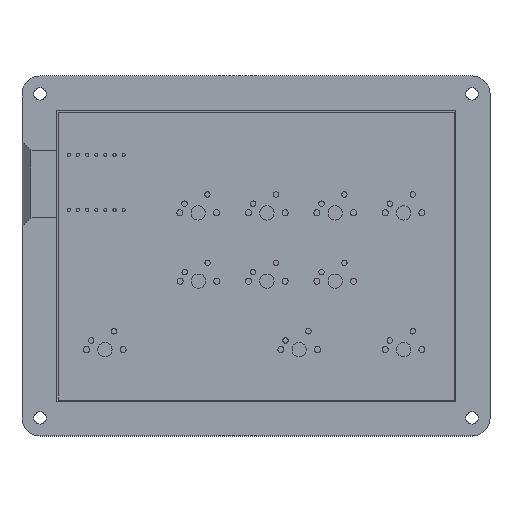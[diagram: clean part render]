
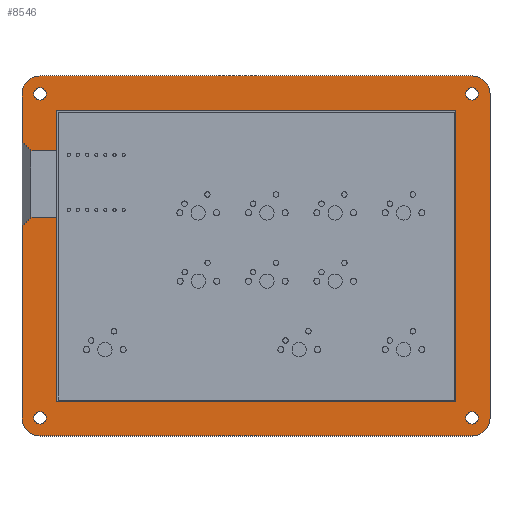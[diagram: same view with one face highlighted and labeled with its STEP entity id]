
A CAD part, top view. The second image highlights one B-rep face of the part: STEP entity #8546.
In plain terms, the highlighted planar face has unit normal (0, 0, 1).
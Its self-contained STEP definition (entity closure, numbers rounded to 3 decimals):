
#903=FACE_BOUND('',#1771,.T.);
#904=FACE_BOUND('',#1772,.T.);
#905=FACE_BOUND('',#1773,.T.);
#906=FACE_BOUND('',#1774,.T.);
#1073=CIRCLE('',#9160,5.);
#1075=CIRCLE('',#9163,5.);
#1076=CIRCLE('',#9164,5.);
#1077=CIRCLE('',#9165,5.);
#1078=CIRCLE('',#9166,1.7);
#1079=CIRCLE('',#9167,1.7);
#1080=CIRCLE('',#9168,1.7);
#1081=CIRCLE('',#9169,1.7);
#1174=FACE_OUTER_BOUND('',#1770,.T.);
#1770=EDGE_LOOP('',(#6161,#6162,#6163,#6164,#6165,#6166,#6167,#6168,#6169,
#6170,#6171,#6172,#6173,#6174,#6175,#6176,#6177,#6178));
#1771=EDGE_LOOP('',(#6179));
#1772=EDGE_LOOP('',(#6180));
#1773=EDGE_LOOP('',(#6181));
#1774=EDGE_LOOP('',(#6182));
#2280=LINE('',#11261,#2968);
#2284=LINE('',#11270,#2972);
#2291=LINE('',#11282,#2979);
#2294=LINE('',#11289,#2982);
#2298=LINE('',#11302,#2986);
#2299=LINE('',#11304,#2987);
#2300=LINE('',#11306,#2988);
#2301=LINE('',#11308,#2989);
#2302=LINE('',#11309,#2990);
#2303=LINE('',#11311,#2991);
#2304=LINE('',#11315,#2992);
#2305=LINE('',#11318,#2993);
#2306=LINE('',#11320,#2994);
#2307=LINE('',#11323,#2995);
#2968=VECTOR('',#9835,10.);
#2972=VECTOR('',#9841,10.);
#2979=VECTOR('',#9852,10.);
#2982=VECTOR('',#9859,10.);
#2986=VECTOR('',#9871,10.);
#2987=VECTOR('',#9872,10.);
#2988=VECTOR('',#9873,10.);
#2989=VECTOR('',#9874,10.);
#2990=VECTOR('',#9875,10.);
#2991=VECTOR('',#9876,10.);
#2992=VECTOR('',#9879,10.);
#2993=VECTOR('',#9882,10.);
#2994=VECTOR('',#9883,10.);
#2995=VECTOR('',#9886,10.);
#3716=VERTEX_POINT('',#11258);
#3717=VERTEX_POINT('',#11260);
#3720=VERTEX_POINT('',#11267);
#3721=VERTEX_POINT('',#11269);
#3724=VERTEX_POINT('',#11280);
#3726=VERTEX_POINT('',#11288);
#3727=VERTEX_POINT('',#11292);
#3728=VERTEX_POINT('',#11293);
#3731=VERTEX_POINT('',#11301);
#3732=VERTEX_POINT('',#11303);
#3733=VERTEX_POINT('',#11305);
#3734=VERTEX_POINT('',#11307);
#3735=VERTEX_POINT('',#11310);
#3736=VERTEX_POINT('',#11312);
#3737=VERTEX_POINT('',#11314);
#3738=VERTEX_POINT('',#11316);
#3739=VERTEX_POINT('',#11319);
#3740=VERTEX_POINT('',#11321);
#3741=VERTEX_POINT('',#11324);
#3742=VERTEX_POINT('',#11326);
#3743=VERTEX_POINT('',#11328);
#3744=VERTEX_POINT('',#11330);
#4642=EDGE_CURVE('',#3716,#3717,#2280,.T.);
#4646=EDGE_CURVE('',#3720,#3721,#2284,.T.);
#4653=EDGE_CURVE('',#3716,#3724,#2291,.T.);
#4656=EDGE_CURVE('',#3726,#3721,#2294,.T.);
#4658=EDGE_CURVE('',#3727,#3728,#1073,.T.);
#4662=EDGE_CURVE('',#3724,#3731,#2298,.T.);
#4663=EDGE_CURVE('',#3731,#3732,#2299,.T.);
#4664=EDGE_CURVE('',#3732,#3733,#2300,.T.);
#4665=EDGE_CURVE('',#3733,#3734,#2301,.T.);
#4666=EDGE_CURVE('',#3734,#3726,#2302,.T.);
#4667=EDGE_CURVE('',#3720,#3735,#2303,.T.);
#4668=EDGE_CURVE('',#3736,#3735,#1075,.T.);
#4669=EDGE_CURVE('',#3736,#3737,#2304,.T.);
#4670=EDGE_CURVE('',#3738,#3737,#1076,.T.);
#4671=EDGE_CURVE('',#3738,#3728,#2305,.T.);
#4672=EDGE_CURVE('',#3727,#3739,#2306,.T.);
#4673=EDGE_CURVE('',#3740,#3739,#1077,.T.);
#4674=EDGE_CURVE('',#3740,#3717,#2307,.T.);
#4675=EDGE_CURVE('',#3741,#3741,#1078,.T.);
#4676=EDGE_CURVE('',#3742,#3742,#1079,.T.);
#4677=EDGE_CURVE('',#3743,#3743,#1080,.T.);
#4678=EDGE_CURVE('',#3744,#3744,#1081,.T.);
#6161=ORIENTED_EDGE('',*,*,#4642,.F.);
#6162=ORIENTED_EDGE('',*,*,#4653,.T.);
#6163=ORIENTED_EDGE('',*,*,#4662,.T.);
#6164=ORIENTED_EDGE('',*,*,#4663,.T.);
#6165=ORIENTED_EDGE('',*,*,#4664,.T.);
#6166=ORIENTED_EDGE('',*,*,#4665,.T.);
#6167=ORIENTED_EDGE('',*,*,#4666,.T.);
#6168=ORIENTED_EDGE('',*,*,#4656,.T.);
#6169=ORIENTED_EDGE('',*,*,#4646,.F.);
#6170=ORIENTED_EDGE('',*,*,#4667,.T.);
#6171=ORIENTED_EDGE('',*,*,#4668,.F.);
#6172=ORIENTED_EDGE('',*,*,#4669,.T.);
#6173=ORIENTED_EDGE('',*,*,#4670,.F.);
#6174=ORIENTED_EDGE('',*,*,#4671,.T.);
#6175=ORIENTED_EDGE('',*,*,#4658,.F.);
#6176=ORIENTED_EDGE('',*,*,#4672,.T.);
#6177=ORIENTED_EDGE('',*,*,#4673,.F.);
#6178=ORIENTED_EDGE('',*,*,#4674,.T.);
#6179=ORIENTED_EDGE('',*,*,#4675,.T.);
#6180=ORIENTED_EDGE('',*,*,#4676,.T.);
#6181=ORIENTED_EDGE('',*,*,#4677,.T.);
#6182=ORIENTED_EDGE('',*,*,#4678,.T.);
#8313=PLANE('',#9162);
#8546=ADVANCED_FACE('',(#1174,#903,#904,#905,#906),#8313,.T.);
#9160=AXIS2_PLACEMENT_3D('',#11294,#9863,#9864);
#9162=AXIS2_PLACEMENT_3D('',#11300,#9869,#9870);
#9163=AXIS2_PLACEMENT_3D('',#11313,#9877,#9878);
#9164=AXIS2_PLACEMENT_3D('',#11317,#9880,#9881);
#9165=AXIS2_PLACEMENT_3D('',#11322,#9884,#9885);
#9166=AXIS2_PLACEMENT_3D('',#11325,#9887,#9888);
#9167=AXIS2_PLACEMENT_3D('',#11327,#9889,#9890);
#9168=AXIS2_PLACEMENT_3D('',#11329,#9891,#9892);
#9169=AXIS2_PLACEMENT_3D('',#11331,#9893,#9894);
#9835=DIRECTION('',(-0.707,0.707,0.));
#9841=DIRECTION('',(0.707,0.707,0.));
#9852=DIRECTION('',(1.,0.,0.));
#9859=DIRECTION('',(-1.,0.,0.));
#9863=DIRECTION('center_axis',(0.,0.,-1.));
#9864=DIRECTION('ref_axis',(0.707,0.707,0.));
#9869=DIRECTION('center_axis',(0.,0.,1.));
#9870=DIRECTION('ref_axis',(-1.,0.,0.));
#9871=DIRECTION('',(0.,1.,0.));
#9872=DIRECTION('',(1.,0.,0.));
#9873=DIRECTION('',(0.,-1.,0.));
#9874=DIRECTION('',(-1.,0.,0.));
#9875=DIRECTION('',(0.,1.,0.));
#9876=DIRECTION('',(0.,-1.,0.));
#9877=DIRECTION('center_axis',(0.,0.,-1.));
#9878=DIRECTION('ref_axis',(-0.707,-0.707,0.));
#9879=DIRECTION('',(1.,0.,0.));
#9880=DIRECTION('center_axis',(0.,0.,-1.));
#9881=DIRECTION('ref_axis',(0.707,-0.707,0.));
#9882=DIRECTION('',(0.,1.,0.));
#9883=DIRECTION('',(-1.,0.,0.));
#9884=DIRECTION('center_axis',(0.,0.,-1.));
#9885=DIRECTION('ref_axis',(-0.707,0.707,0.));
#9886=DIRECTION('',(0.,-1.,0.));
#9887=DIRECTION('center_axis',(0.,0.,-1.));
#9888=DIRECTION('ref_axis',(-1.,0.,0.));
#9889=DIRECTION('center_axis',(0.,0.,-1.));
#9890=DIRECTION('ref_axis',(-1.,0.,0.));
#9891=DIRECTION('center_axis',(0.,0.,-1.));
#9892=DIRECTION('ref_axis',(-1.,0.,0.));
#9893=DIRECTION('center_axis',(0.,0.,-1.));
#9894=DIRECTION('ref_axis',(-1.,0.,0.));
#11258=CARTESIAN_POINT('',(-7.,60.709,16.));
#11260=CARTESIAN_POINT('',(-9.5,63.209,16.));
#11261=CARTESIAN_POINT('',(41.552,12.157,16.));
#11267=CARTESIAN_POINT('',(-9.5,39.709,16.));
#11269=CARTESIAN_POINT('',(-7.,42.209,16.));
#11270=CARTESIAN_POINT('',(9.073,58.282,16.));
#11280=CARTESIAN_POINT('',(0.,60.709,16.));
#11282=CARTESIAN_POINT('',(53.,60.709,16.));
#11288=CARTESIAN_POINT('',(0.,42.209,16.));
#11289=CARTESIAN_POINT('',(57.75,42.209,16.));
#11292=CARTESIAN_POINT('',(115.5,81.5,16.));
#11293=CARTESIAN_POINT('',(120.5,76.5,16.));
#11294=CARTESIAN_POINT('Origin',(115.5,76.5,16.));
#11300=CARTESIAN_POINT('Origin',(115.5,-13.5,16.));
#11301=CARTESIAN_POINT('',(0.,72.,16.));
#11302=CARTESIAN_POINT('',(0.,-9.,16.));
#11303=CARTESIAN_POINT('',(111.,72.,16.));
#11304=CARTESIAN_POINT('',(0.,72.,16.));
#11305=CARTESIAN_POINT('',(111.,-9.,16.));
#11306=CARTESIAN_POINT('',(111.,72.,16.));
#11307=CARTESIAN_POINT('',(0.,-9.,16.));
#11308=CARTESIAN_POINT('',(111.,-9.,16.));
#11309=CARTESIAN_POINT('',(0.,-9.,16.));
#11310=CARTESIAN_POINT('',(-9.5,-13.5,16.));
#11311=CARTESIAN_POINT('',(-9.5,-18.5,16.));
#11312=CARTESIAN_POINT('',(-4.5,-18.5,16.));
#11313=CARTESIAN_POINT('Origin',(-4.5,-13.5,16.));
#11314=CARTESIAN_POINT('',(115.5,-18.5,16.));
#11315=CARTESIAN_POINT('',(120.5,-18.5,16.));
#11316=CARTESIAN_POINT('',(120.5,-13.5,16.));
#11317=CARTESIAN_POINT('Origin',(115.5,-13.5,16.));
#11318=CARTESIAN_POINT('',(120.5,81.5,16.));
#11319=CARTESIAN_POINT('',(-4.5,81.5,16.));
#11320=CARTESIAN_POINT('',(-9.5,81.5,16.));
#11321=CARTESIAN_POINT('',(-9.5,76.5,16.));
#11322=CARTESIAN_POINT('Origin',(-4.5,76.5,16.));
#11323=CARTESIAN_POINT('',(-9.5,-18.5,16.));
#11324=CARTESIAN_POINT('',(117.2,-13.5,16.));
#11325=CARTESIAN_POINT('Origin',(115.5,-13.5,16.));
#11326=CARTESIAN_POINT('',(-2.8,76.5,16.));
#11327=CARTESIAN_POINT('Origin',(-4.5,76.5,16.));
#11328=CARTESIAN_POINT('',(117.2,76.5,16.));
#11329=CARTESIAN_POINT('Origin',(115.5,76.5,16.));
#11330=CARTESIAN_POINT('',(-2.8,-13.5,16.));
#11331=CARTESIAN_POINT('Origin',(-4.5,-13.5,16.));
